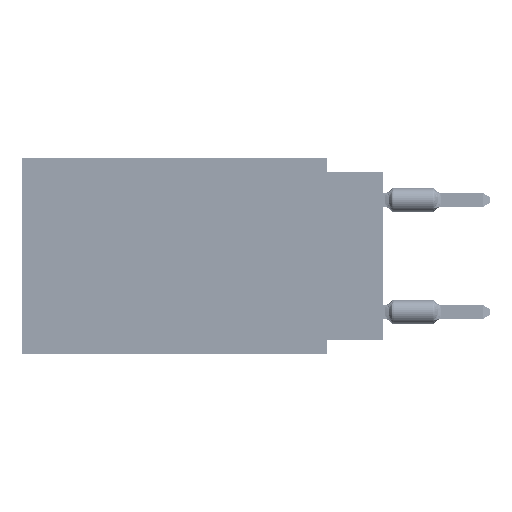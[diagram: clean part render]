
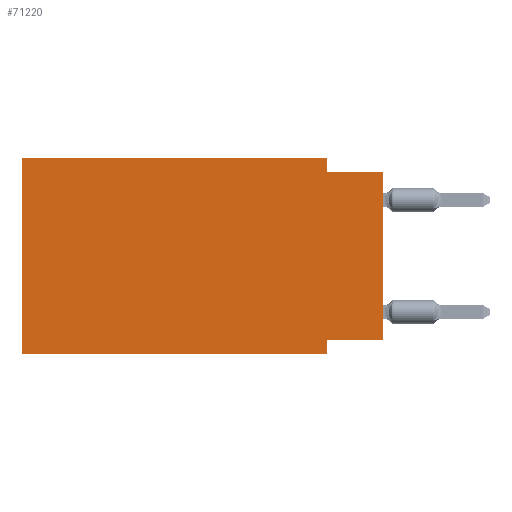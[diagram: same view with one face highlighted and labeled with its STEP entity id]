
A CAD part, left-side view. The second image highlights one B-rep face of the part: STEP entity #71220.
In plain terms, the highlighted planar face has unit normal (-1, 0, 0).
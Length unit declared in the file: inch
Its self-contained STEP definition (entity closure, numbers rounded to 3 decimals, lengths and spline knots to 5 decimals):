
#2869 = ORIENTED_EDGE ( 'NONE', *, *, #79388, .F. ) ;
#11561 = LINE ( 'NONE', #104813, #44665 ) ;
#11877 = DIRECTION ( 'NONE',  ( 0., -1., 0. ) ) ;
#12290 = VECTOR ( 'NONE', #14461, 39.37008 ) ;
#13056 = DIRECTION ( 'NONE',  ( 1., 0., 0. ) ) ;
#14461 = DIRECTION ( 'NONE',  ( 0., 0., -1. ) ) ;
#14513 = CARTESIAN_POINT ( 'NONE',  ( 0., 0.1, -0.025 ) ) ;
#15351 = ORIENTED_EDGE ( 'NONE', *, *, #95152, .F. ) ;
#16013 = CARTESIAN_POINT ( 'NONE',  ( 0., 0., -0.325 ) ) ;
#18078 = ORIENTED_EDGE ( 'NONE', *, *, #58387, .T. ) ;
#25515 = VECTOR ( 'NONE', #84009, 39.37008 ) ;
#26562 = CARTESIAN_POINT ( 'NONE',  ( 0., 0.645, -0.35 ) ) ;
#27972 = VERTEX_POINT ( 'NONE', #32220 ) ;
#31138 = CARTESIAN_POINT ( 'NONE',  ( 0., 0.1, 0. ) ) ;
#31583 = CARTESIAN_POINT ( 'NONE',  ( 0., 0., -0.325 ) ) ;
#32220 = CARTESIAN_POINT ( 'NONE',  ( 0., 0., -0.025 ) ) ;
#34406 = LINE ( 'NONE', #85616, #25515 ) ;
#35082 = ORIENTED_EDGE ( 'NONE', *, *, #99923, .T. ) ;
#36345 = DIRECTION ( 'NONE',  ( 0., -1., 0. ) ) ;
#37080 = PLANE ( 'NONE',  #64000 ) ;
#38323 = VECTOR ( 'NONE', #11877, 39.37008 ) ;
#42669 = VERTEX_POINT ( 'NONE', #76362 ) ;
#43267 = VECTOR ( 'NONE', #36345, 39.37008 ) ;
#44665 = VECTOR ( 'NONE', #79716, 39.37008 ) ;
#45706 = LINE ( 'NONE', #70247, #38323 ) ;
#48850 = CARTESIAN_POINT ( 'NONE',  ( 0., 0., 0. ) ) ;
#49286 = DIRECTION ( 'NONE',  ( 0., 1., 0. ) ) ;
#49392 = DIRECTION ( 'NONE',  ( 0., 0., 1. ) ) ;
#52170 = LINE ( 'NONE', #26562, #43267 ) ;
#52776 = CARTESIAN_POINT ( 'NONE',  ( 0., 0.645, 0. ) ) ;
#53447 = FACE_OUTER_BOUND ( 'NONE', #101614, .T. ) ;
#54647 = ORIENTED_EDGE ( 'NONE', *, *, #101904, .F. ) ;
#55299 = ORIENTED_EDGE ( 'NONE', *, *, #107302, .F. ) ;
#56910 = CARTESIAN_POINT ( 'NONE',  ( 0., 0.645, 0. ) ) ;
#56921 = CARTESIAN_POINT ( 'NONE',  ( 0., 0.1, -0.35 ) ) ;
#57465 = LINE ( 'NONE', #16013, #70675 ) ;
#58387 = EDGE_CURVE ( 'NONE', #84574, #27972, #82654, .T. ) ;
#62826 = CARTESIAN_POINT ( 'NONE',  ( 0., 0.1, -0.325 ) ) ;
#64000 = AXIS2_PLACEMENT_3D ( 'NONE', #103610, #13056, #87773 ) ;
#66223 = VECTOR ( 'NONE', #66700, 39.37008 ) ;
#66700 = DIRECTION ( 'NONE',  ( 0., -1., 0. ) ) ;
#67748 = VECTOR ( 'NONE', #49392, 39.37008 ) ;
#70247 = CARTESIAN_POINT ( 'NONE',  ( 0., 0., -0.025 ) ) ;
#70675 = VECTOR ( 'NONE', #49286, 39.37008 ) ;
#71220 = ADVANCED_FACE ( 'NONE', ( #53447 ), #37080, .F. ) ;
#72285 = CARTESIAN_POINT ( 'NONE',  ( 0., 0.1, -0.35 ) ) ;
#73913 = LINE ( 'NONE', #72285, #12290 ) ;
#76362 = CARTESIAN_POINT ( 'NONE',  ( 0., 0.645, -0.35 ) ) ;
#79101 = EDGE_CURVE ( 'NONE', #87091, #91242, #11561, .T. ) ;
#79388 = EDGE_CURVE ( 'NONE', #42669, #94013, #34406, .T. ) ;
#79716 = DIRECTION ( 'NONE',  ( 0., 0., -1. ) ) ;
#82654 = LINE ( 'NONE', #48850, #67748 ) ;
#83062 = LINE ( 'NONE', #56910, #66223 ) ;
#84009 = DIRECTION ( 'NONE',  ( 0., 0., 1. ) ) ;
#84574 = VERTEX_POINT ( 'NONE', #31583 ) ;
#85616 = CARTESIAN_POINT ( 'NONE',  ( 0., 0.645, 0. ) ) ;
#87091 = VERTEX_POINT ( 'NONE', #31138 ) ;
#87773 = DIRECTION ( 'NONE',  ( 0., 0., -1. ) ) ;
#91242 = VERTEX_POINT ( 'NONE', #14513 ) ;
#93247 = VERTEX_POINT ( 'NONE', #62826 ) ;
#94013 = VERTEX_POINT ( 'NONE', #52776 ) ;
#95152 = EDGE_CURVE ( 'NONE', #84574, #93247, #57465, .T. ) ;
#96909 = ORIENTED_EDGE ( 'NONE', *, *, #79101, .F. ) ;
#99923 = EDGE_CURVE ( 'NONE', #42669, #106146, #52170, .T. ) ;
#101614 = EDGE_LOOP ( 'NONE', ( #18078, #55299, #96909, #54647, #2869, #35082, #102347, #15351 ) ) ;
#101904 = EDGE_CURVE ( 'NONE', #94013, #87091, #83062, .T. ) ;
#102347 = ORIENTED_EDGE ( 'NONE', *, *, #107838, .F. ) ;
#103610 = CARTESIAN_POINT ( 'NONE',  ( 0., 0.645, 0. ) ) ;
#104813 = CARTESIAN_POINT ( 'NONE',  ( 0., 0.1, 0. ) ) ;
#106146 = VERTEX_POINT ( 'NONE', #56921 ) ;
#107302 = EDGE_CURVE ( 'NONE', #91242, #27972, #45706, .T. ) ;
#107838 = EDGE_CURVE ( 'NONE', #93247, #106146, #73913, .T. ) ;
